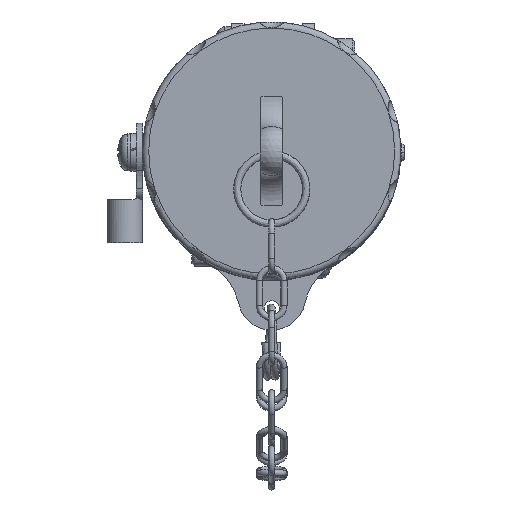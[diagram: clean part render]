
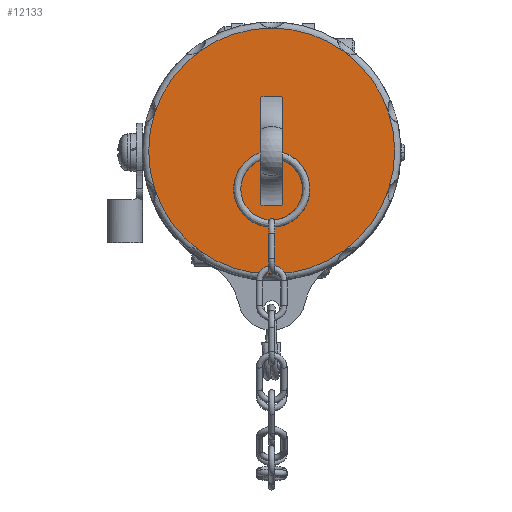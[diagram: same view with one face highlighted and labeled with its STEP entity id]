
A CAD part, top view. The second image highlights one B-rep face of the part: STEP entity #12133.
In plain terms, the highlighted planar face has unit normal (0, 0, 1).
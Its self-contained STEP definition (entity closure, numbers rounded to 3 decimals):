
#257=PLANE('',#13142);
#630=FACE_BOUND('',#1553,.T.);
#900=FACE_OUTER_BOUND('',#1552,.T.);
#1552=EDGE_LOOP('',(#8932,#8933,#8934,#8935,#8936,#8937,#8938,#8939,#8940,
#8941));
#1553=EDGE_LOOP('',(#8942,#8943,#8944,#8945));
#2746=CIRCLE('',#13141,8.944);
#2747=CIRCLE('',#13143,20.);
#2748=CIRCLE('',#13144,20.);
#2749=CIRCLE('',#13145,20.);
#2750=CIRCLE('',#13146,20.);
#2751=CIRCLE('',#13147,20.);
#2752=CIRCLE('',#13148,20.);
#2753=CIRCLE('',#13149,20.);
#2754=CIRCLE('',#13150,20.);
#2755=CIRCLE('',#13151,20.);
#2756=CIRCLE('',#13152,20.);
#2757=CIRCLE('',#13153,8.944);
#3217=LINE('',#20903,#3902);
#3218=LINE('',#20906,#3903);
#3902=VECTOR('',#15179,10.);
#3903=VECTOR('',#15182,10.);
#4900=VERTEX_POINT('',#20839);
#4903=VERTEX_POINT('',#20861);
#4904=VERTEX_POINT('',#20882);
#4905=VERTEX_POINT('',#20883);
#4906=VERTEX_POINT('',#20885);
#4907=VERTEX_POINT('',#20887);
#4908=VERTEX_POINT('',#20889);
#4909=VERTEX_POINT('',#20891);
#4910=VERTEX_POINT('',#20893);
#4911=VERTEX_POINT('',#20895);
#4912=VERTEX_POINT('',#20897);
#4913=VERTEX_POINT('',#20899);
#4914=VERTEX_POINT('',#20902);
#4915=VERTEX_POINT('',#20904);
#6372=EDGE_CURVE('',#4903,#4900,#2746,.T.);
#6373=EDGE_CURVE('',#4904,#4905,#2747,.T.);
#6374=EDGE_CURVE('',#4905,#4906,#2748,.T.);
#6375=EDGE_CURVE('',#4906,#4907,#2749,.T.);
#6376=EDGE_CURVE('',#4907,#4908,#2750,.T.);
#6377=EDGE_CURVE('',#4908,#4909,#2751,.T.);
#6378=EDGE_CURVE('',#4909,#4910,#2752,.T.);
#6379=EDGE_CURVE('',#4910,#4911,#2753,.T.);
#6380=EDGE_CURVE('',#4911,#4912,#2754,.T.);
#6381=EDGE_CURVE('',#4912,#4913,#2755,.T.);
#6382=EDGE_CURVE('',#4913,#4904,#2756,.T.);
#6383=EDGE_CURVE('',#4914,#4903,#3217,.T.);
#6384=EDGE_CURVE('',#4915,#4914,#2757,.T.);
#6385=EDGE_CURVE('',#4915,#4900,#3218,.T.);
#8932=ORIENTED_EDGE('',*,*,#6373,.T.);
#8933=ORIENTED_EDGE('',*,*,#6374,.T.);
#8934=ORIENTED_EDGE('',*,*,#6375,.T.);
#8935=ORIENTED_EDGE('',*,*,#6376,.T.);
#8936=ORIENTED_EDGE('',*,*,#6377,.T.);
#8937=ORIENTED_EDGE('',*,*,#6378,.T.);
#8938=ORIENTED_EDGE('',*,*,#6379,.T.);
#8939=ORIENTED_EDGE('',*,*,#6380,.T.);
#8940=ORIENTED_EDGE('',*,*,#6381,.T.);
#8941=ORIENTED_EDGE('',*,*,#6382,.T.);
#8942=ORIENTED_EDGE('',*,*,#6372,.F.);
#8943=ORIENTED_EDGE('',*,*,#6383,.F.);
#8944=ORIENTED_EDGE('',*,*,#6384,.F.);
#8945=ORIENTED_EDGE('',*,*,#6385,.T.);
#12133=ADVANCED_FACE('',(#900,#630),#257,.T.);
#13141=AXIS2_PLACEMENT_3D('',#20880,#15155,#15156);
#13142=AXIS2_PLACEMENT_3D('',#20881,#15157,#15158);
#13143=AXIS2_PLACEMENT_3D('',#20884,#15159,#15160);
#13144=AXIS2_PLACEMENT_3D('',#20886,#15161,#15162);
#13145=AXIS2_PLACEMENT_3D('',#20888,#15163,#15164);
#13146=AXIS2_PLACEMENT_3D('',#20890,#15165,#15166);
#13147=AXIS2_PLACEMENT_3D('',#20892,#15167,#15168);
#13148=AXIS2_PLACEMENT_3D('',#20894,#15169,#15170);
#13149=AXIS2_PLACEMENT_3D('',#20896,#15171,#15172);
#13150=AXIS2_PLACEMENT_3D('',#20898,#15173,#15174);
#13151=AXIS2_PLACEMENT_3D('',#20900,#15175,#15176);
#13152=AXIS2_PLACEMENT_3D('',#20901,#15177,#15178);
#13153=AXIS2_PLACEMENT_3D('',#20905,#15180,#15181);
#15155=DIRECTION('center_axis',(0.,0.,1.));
#15156=DIRECTION('ref_axis',(1.,0.,0.));
#15157=DIRECTION('center_axis',(0.,0.,1.));
#15158=DIRECTION('ref_axis',(0.,-1.,0.));
#15159=DIRECTION('center_axis',(0.,0.,1.));
#15160=DIRECTION('ref_axis',(1.,0.,0.));
#15161=DIRECTION('center_axis',(0.,0.,1.));
#15162=DIRECTION('ref_axis',(1.,0.,0.));
#15163=DIRECTION('center_axis',(0.,0.,1.));
#15164=DIRECTION('ref_axis',(1.,0.,0.));
#15165=DIRECTION('center_axis',(0.,0.,1.));
#15166=DIRECTION('ref_axis',(1.,0.,0.));
#15167=DIRECTION('center_axis',(0.,0.,1.));
#15168=DIRECTION('ref_axis',(1.,0.,0.));
#15169=DIRECTION('center_axis',(0.,0.,1.));
#15170=DIRECTION('ref_axis',(1.,0.,0.));
#15171=DIRECTION('center_axis',(0.,0.,1.));
#15172=DIRECTION('ref_axis',(1.,0.,0.));
#15173=DIRECTION('center_axis',(0.,0.,1.));
#15174=DIRECTION('ref_axis',(1.,0.,0.));
#15175=DIRECTION('center_axis',(0.,0.,1.));
#15176=DIRECTION('ref_axis',(1.,0.,0.));
#15177=DIRECTION('center_axis',(0.,0.,1.));
#15178=DIRECTION('ref_axis',(1.,0.,0.));
#15179=DIRECTION('',(0.,1.,0.));
#15180=DIRECTION('center_axis',(0.,0.,1.));
#15181=DIRECTION('ref_axis',(1.,0.,0.));
#15182=DIRECTION('',(0.,1.,0.));
#20839=CARTESIAN_POINT('',(-1.75,8.771,62.85));
#20861=CARTESIAN_POINT('',(1.75,8.771,62.85));
#20880=CARTESIAN_POINT('Origin',(0.,0.,62.85));
#20881=CARTESIAN_POINT('Origin',(0.,-8.944,62.85));
#20882=CARTESIAN_POINT('',(0.,-20.,62.85));
#20883=CARTESIAN_POINT('',(11.756,-16.18,62.85));
#20884=CARTESIAN_POINT('Origin',(0.,0.,62.85));
#20885=CARTESIAN_POINT('',(19.021,-6.18,62.85));
#20886=CARTESIAN_POINT('Origin',(0.,0.,62.85));
#20887=CARTESIAN_POINT('',(19.021,6.18,62.85));
#20888=CARTESIAN_POINT('Origin',(0.,0.,62.85));
#20889=CARTESIAN_POINT('',(11.756,16.18,62.85));
#20890=CARTESIAN_POINT('Origin',(0.,0.,62.85));
#20891=CARTESIAN_POINT('',(0.,20.,62.85));
#20892=CARTESIAN_POINT('Origin',(0.,0.,62.85));
#20893=CARTESIAN_POINT('',(-11.756,16.18,62.85));
#20894=CARTESIAN_POINT('Origin',(0.,0.,62.85));
#20895=CARTESIAN_POINT('',(-19.021,6.18,62.85));
#20896=CARTESIAN_POINT('Origin',(0.,0.,62.85));
#20897=CARTESIAN_POINT('',(-19.021,-6.18,62.85));
#20898=CARTESIAN_POINT('Origin',(0.,0.,62.85));
#20899=CARTESIAN_POINT('',(-11.756,-16.18,62.85));
#20900=CARTESIAN_POINT('Origin',(0.,0.,62.85));
#20901=CARTESIAN_POINT('Origin',(0.,0.,62.85));
#20902=CARTESIAN_POINT('',(1.75,-8.771,62.85));
#20903=CARTESIAN_POINT('',(1.75,0.,62.85));
#20904=CARTESIAN_POINT('',(-1.75,-8.771,62.85));
#20905=CARTESIAN_POINT('Origin',(0.,0.,62.85));
#20906=CARTESIAN_POINT('',(-1.75,0.,62.85));
